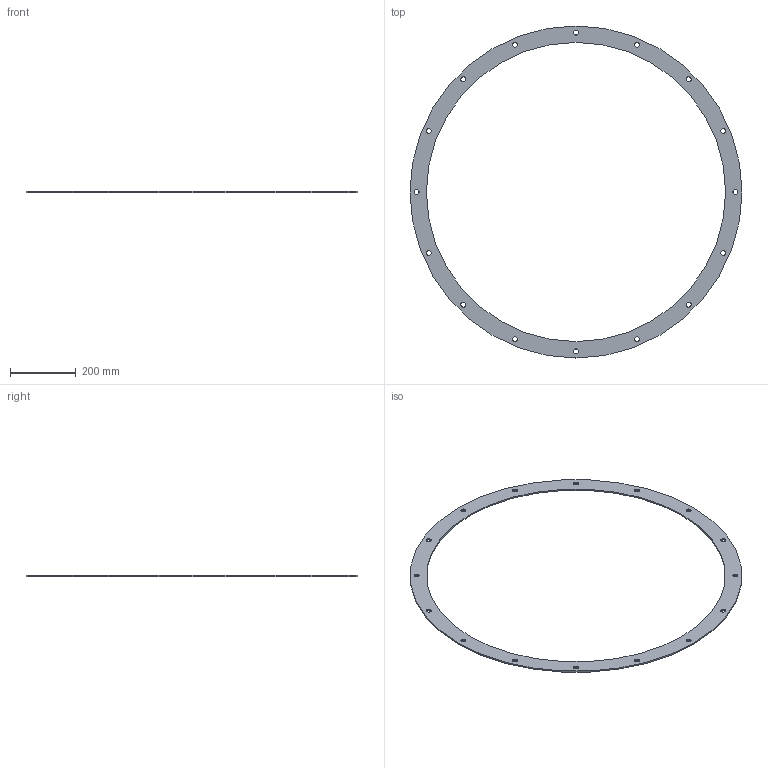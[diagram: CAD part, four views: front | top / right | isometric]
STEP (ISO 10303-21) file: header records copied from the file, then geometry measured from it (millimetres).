
FILE_DESCRIPTION (( 'STEP AP203' ), '1' );
FILE_NAME ('5BO1092_CCf 90.STEP', '2022-02-24T16:05:40', ( '' ), ( '' ), 'SwSTEP 2.0', 'SolidWorks 2018', '' );
FILE_SCHEMA (( 'CONFIG_CONTROL_DESIGN' ));
Length unit declared in the file: millimetre
Products named in the file (1): 5BO1092_CCf 90
Bounding box: 1010 x 1010 x 4 mm (x, y, z)
Volume: 591876.1 mm3; surface area: 323081.4 mm2
Topology: 1 solids, 1 shells, 38 faces, 108 edges, 72 vertices
Faces by surface type: cylinder 36, plane 2
Entity records: 1429 total; most frequent: DIRECTION 258, CARTESIAN_POINT 219, ORIENTED_EDGE 216, AXIS2_PLACEMENT_3D 111, EDGE_CURVE 108, CIRCLE 72, VERTEX_POINT 72, EDGE_LOOP 72
